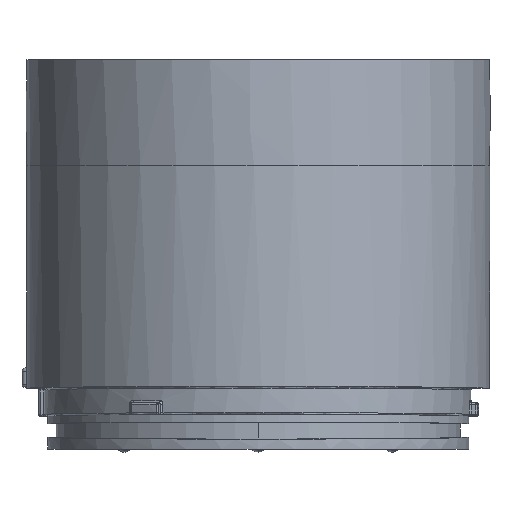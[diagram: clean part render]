
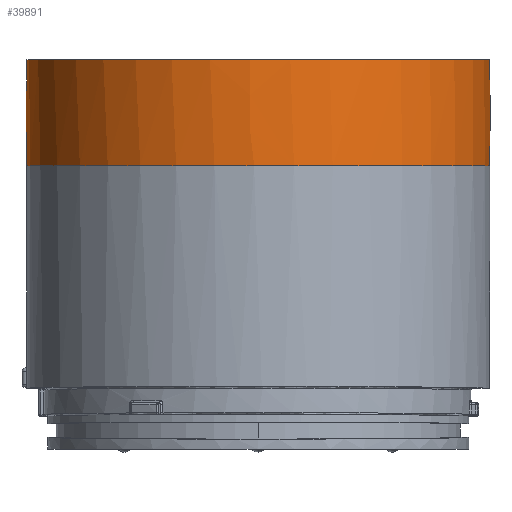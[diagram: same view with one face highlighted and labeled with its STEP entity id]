
A CAD part, front view. The second image highlights one B-rep face of the part: STEP entity #39891.
In plain terms, the highlighted free-form (B-spline) face has degree [3, 3] with [7, 4] control points.
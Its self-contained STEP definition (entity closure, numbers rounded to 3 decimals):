
#287=CARTESIAN_POINT('',(0.,0.,9.7));
#288=DIRECTION('',(0.,0.,-1.));
#289=DIRECTION('',(0.999,-0.035,0.));
#290=AXIS2_PLACEMENT_3D('',#287,#288,#289);
#417=CARTESIAN_POINT('',(-264.732,9.245,1.7));
#418=DIRECTION('',(0.035,0.999,0.));
#419=DIRECTION('',(0.999,-0.035,0.027));
#420=AXIS2_PLACEMENT_3D('',#417,#418,#419);
#422=CARTESIAN_POINT('',(264.732,-9.245,1.7));
#423=DIRECTION('',(-0.035,-0.999,0.));
#424=DIRECTION('',(-0.999,0.035,0.027));
#425=AXIS2_PLACEMENT_3D('',#422,#423,#424);
#440=CARTESIAN_POINT('',(0.,0.,-6.3));
#441=DIRECTION('',(0.,0.,1.));
#442=DIRECTION('',(-1.,0.,0.));
#443=AXIS2_PLACEMENT_3D('',#440,#441,#442);
#450=CARTESIAN_POINT('',(0.,0.,-6.3));
#451=DIRECTION('',(0.,0.,1.));
#452=DIRECTION('',(-0.999,0.035,0.));
#453=AXIS2_PLACEMENT_3D('',#450,#451,#452);
#36136=CARTESIAN_POINT('',(-34.979,1.221,9.7));
#36137=CARTESIAN_POINT('',(34.979,-1.221,9.7));
#36138=VERTEX_POINT('',#36136);
#36139=VERTEX_POINT('',#36137);
#36141=CARTESIAN_POINT('',(-34.979,1.221,-6.3));
#36143=VERTEX_POINT('',#36141);
#36144=CARTESIAN_POINT('',(-35.,0.,-6.3));
#36145=VERTEX_POINT('',#36144);
#36146=CARTESIAN_POINT('',(34.979,-1.221,-6.3));
#36147=VERTEX_POINT('',#36146);
#39853=CARTESIAN_POINT('',(-34.824,3.415,
-6.62));
#39854=CARTESIAN_POINT('',(-34.977,3.43,
-1.074));
#39855=CARTESIAN_POINT('',(-34.977,3.43,
4.474));
#39856=CARTESIAN_POINT('',(-34.824,3.415,
10.02));
#39857=CARTESIAN_POINT('',(-36.926,-18.016,
-6.62));
#39858=CARTESIAN_POINT('',(-37.088,-18.095,
-1.074));
#39859=CARTESIAN_POINT('',(-37.088,-18.095,
4.474));
#39860=CARTESIAN_POINT('',(-36.926,-18.016,
10.02));
#39861=CARTESIAN_POINT('',(-22.742,-34.218,
-6.62));
#39862=CARTESIAN_POINT('',(-22.842,-34.369,
-1.074));
#39863=CARTESIAN_POINT('',(-22.842,-34.369,
4.474));
#39864=CARTESIAN_POINT('',(-22.742,-34.218,
10.02));
#39865=CARTESIAN_POINT('',(-1.221,-34.97,
-6.62));
#39866=CARTESIAN_POINT('',(-1.227,-35.124,
-1.074));
#39867=CARTESIAN_POINT('',(-1.227,-35.124,
4.474));
#39868=CARTESIAN_POINT('',(-1.221,-34.97,
10.02));
#39869=CARTESIAN_POINT('',(20.299,-35.721,
-6.62));
#39870=CARTESIAN_POINT('',(20.389,-35.879,
-1.074));
#39871=CARTESIAN_POINT('',(20.389,-35.879,
4.474));
#39872=CARTESIAN_POINT('',(20.299,-35.721,
10.02));
#39873=CARTESIAN_POINT('',(35.579,-20.548,
-6.62));
#39874=CARTESIAN_POINT('',(35.735,-20.639,
-1.074));
#39875=CARTESIAN_POINT('',(35.735,-20.639,
4.474));
#39876=CARTESIAN_POINT('',(35.579,-20.548,
10.02));
#39877=CARTESIAN_POINT('',(34.978,0.977,
-6.62));
#39878=CARTESIAN_POINT('',(35.131,0.981,
-1.074));
#39879=CARTESIAN_POINT('',(35.131,0.981,
4.474));
#39880=CARTESIAN_POINT('',(34.978,0.977,
10.02));
#39881=(BOUNDED_SURFACE()B_SPLINE_SURFACE(3,3,((#39853,#39854,#39855,#39856),(
#39857,#39858,#39859,#39860),(#39861,#39862,#39863,#39864),(#39865,#39866,
#39867,#39868),(#39869,#39870,#39871,#39872),(#39873,#39874,#39875,#39876),(
#39877,#39878,#39879,#39880)),.UNSPECIFIED.,.F.,.F.,.F.)B_SPLINE_SURFACE_WITH_KNOTS((4,3,4),(4,4),(0.,1.,2.),(0.,1.),.UNSPECIFIED.)GEOMETRIC_REPRESENTATION_ITEM()RATIONAL_B_SPLINE_SURFACE(((1.187,1.187,
1.187,1.187),(0.938,0.938,
0.938,0.938),(0.938,0.938,
0.938,0.938),(1.187,1.187,
1.187,1.187),(0.938,0.938,
0.938,0.938),(0.938,0.938,
0.938,0.938),(1.187,1.187,
1.187,1.187)))REPRESENTATION_ITEM('')SURFACE());
#39882=ORIENTED_EDGE('',*,*,#39749,.F.);
#39883=ORIENTED_EDGE('',*,*,#39848,.T.);
#39885=ORIENTED_EDGE('',*,*,#39884,.F.);
#39887=ORIENTED_EDGE('',*,*,#39886,.F.);
#39888=ORIENTED_EDGE('',*,*,#39842,.F.);
#39889=EDGE_LOOP('',(#39882,#39883,#39885,#39887,#39888));
#39890=FACE_OUTER_BOUND('',#39889,.F.);
#39891=ADVANCED_FACE('',(#39890),#39881,.T.);
#291=CIRCLE('',#290,35.);
#421=CIRCLE('',#420,300.);
#426=CIRCLE('',#425,300.);
#444=CIRCLE('',#443,35.);
#454=CIRCLE('',#453,35.);
#39749=EDGE_CURVE('',#36139,#36138,#291,.T.);
#39842=EDGE_CURVE('',#36138,#36143,#426,.T.);
#39848=EDGE_CURVE('',#36139,#36147,#421,.T.);
#39884=EDGE_CURVE('',#36145,#36147,#444,.T.);
#39886=EDGE_CURVE('',#36143,#36145,#454,.T.);
